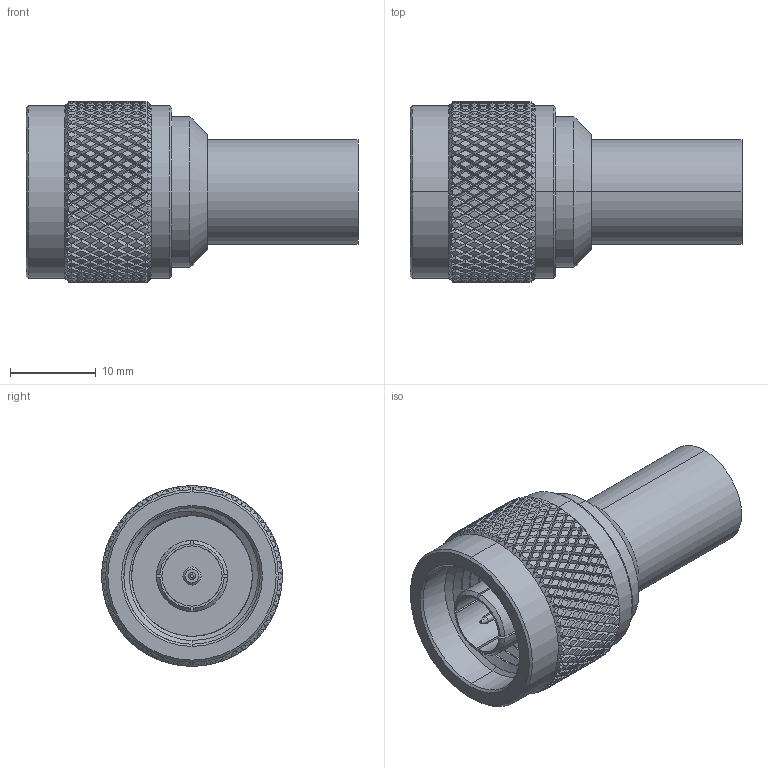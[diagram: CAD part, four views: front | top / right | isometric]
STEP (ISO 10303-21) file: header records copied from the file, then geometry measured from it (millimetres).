
FILE_DESCRIPTION (( 'STEP AP203' ), '1' );
FILE_NAME ('PE4510_3D.STEP', '2022-06-07T15:56:37', ( '' ), ( '' ), 'SwSTEP 2.0', 'SolidWorks 2021', '' );
FILE_SCHEMA (( 'CONFIG_CONTROL_DESIGN' ));
Products named in the file (1): PE4510_3D
Bounding box: 38.63 x 21 x 21 mm (x, y, z)
Volume: 5516.7 mm3; surface area: 5129.3 mm2
Topology: 2 solids, 2 shells, 2594 faces, 5467 edges, 2885 vertices
Faces by surface type: bspline 2003, cylinder 538, plane 28, cone 25
Entity records: 115154 total; most frequent: CARTESIAN_POINT 82171, ORIENTED_EDGE 10934, EDGE_CURVE 5467, VERTEX_POINT 2885, EDGE_LOOP 2604, FACE_OUTER_BOUND 2594, ADVANCED_FACE 2594, B_SPLINE_CURVE_WITH_KNOTS 2217
